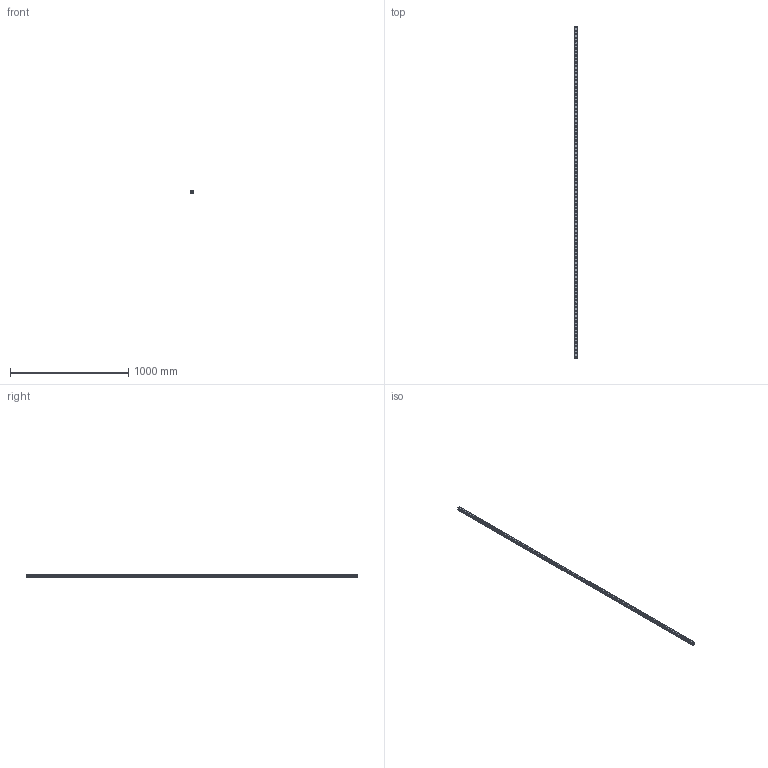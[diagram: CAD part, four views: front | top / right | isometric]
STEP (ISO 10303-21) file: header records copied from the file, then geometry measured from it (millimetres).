
FILE_DESCRIPTION(('STEP AP214'),'1');
FILE_NAME('cctmp_138BEE67-3FC9-4AA6-8428-66E871651945_2021_03_10_12_05_49_0140..stp','2021-03-10T11:05:49',('HIWIN GmbH'),('CADClick - www.CADClick.com'),'Spatial InterOp 3D',' ','unknown authorization');
FILE_SCHEMA(('AUTOMOTIVE_DESIGN'));
Length unit declared in the file: millimetre
Products named in the file (1): RGR25R2810H_FILE
Bounding box: 23 x 2810 x 23.6 mm (x, y, z)
Volume: 1126417.1 mm3; surface area: 348991.5 mm2
Topology: 1 solids, 1 shells, 963 faces, 2025 edges, 1350 vertices
Faces by surface type: cylinder 582, plane 381
Entity records: 34051 total; most frequent: DIRECTION 5117, CARTESIAN_POINT 4339, ORIENTED_EDGE 4050, AXIS2_PLACEMENT_3D 2128, EDGE_CURVE 2025, VERTEX_POINT 1350, EDGE_LOOP 1249, CIRCLE 1164
